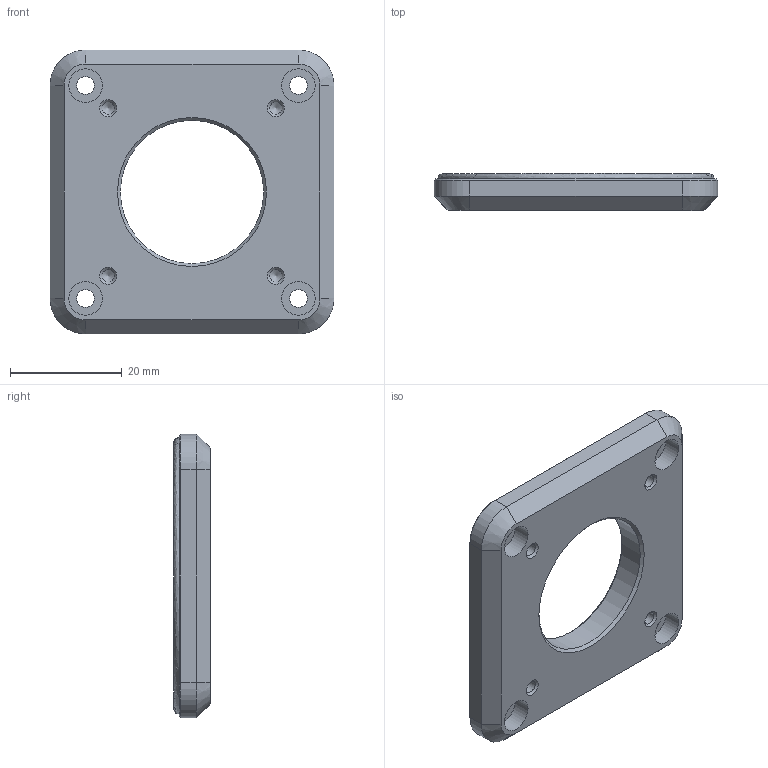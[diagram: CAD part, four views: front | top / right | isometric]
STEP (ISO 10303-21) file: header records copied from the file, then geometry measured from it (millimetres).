
FILE_DESCRIPTION (( 'STEP AP203' ), '1' );
FILE_NAME ('530113.STEP', '2025-04-27T07:50:33', ( 'Windows User' ), ( 'P R C' ), 'SwSTEP 2.0', 'SolidWorks 2020', '' );
FILE_SCHEMA (( 'CONFIG_CONTROL_DESIGN' ));
Length unit declared in the file: millimetre
Products named in the file (1): 530113
Bounding box: 50.8 x 6.55 x 50.8 mm (x, y, z)
Volume: 10208.8 mm3; surface area: 6979.5 mm2
Topology: 2 solids, 2 shells, 58 faces, 124 edges, 74 vertices
Faces by surface type: plane 20, cylinder 19, cone 18, bspline 1
Full cylindrical faces by diameter (mm): 2.261 x4, 3.2 x4, 6 x4, 25.654 x1, 45.72 x1, 49.53 x1
Entity records: 1507 total; most frequent: CARTESIAN_POINT 267, DIRECTION 260, ORIENTED_EDGE 184, AXIS2_PLACEMENT_3D 110, EDGE_LOOP 98, EDGE_CURVE 92, FACE_OUTER_BOUND 72, VERTEX_POINT 68
